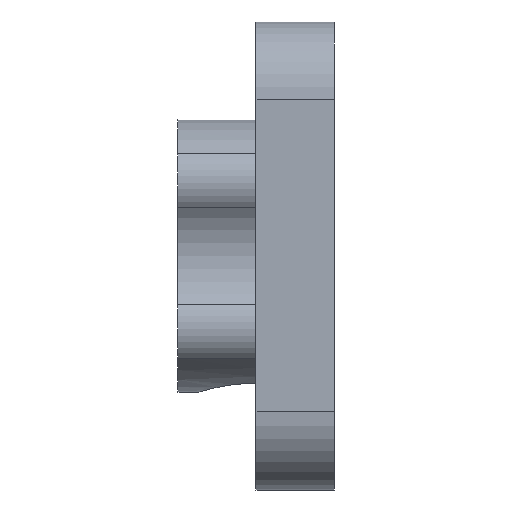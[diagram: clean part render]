
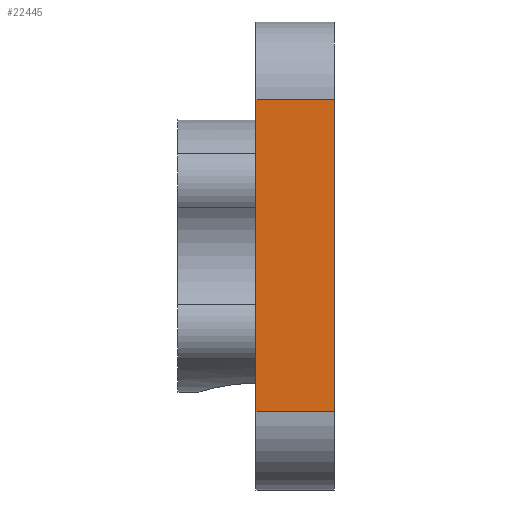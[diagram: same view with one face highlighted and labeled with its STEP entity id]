
A CAD part, left-side view. The second image highlights one B-rep face of the part: STEP entity #22445.
In plain terms, the highlighted planar face has unit normal (-1, 0, 0).
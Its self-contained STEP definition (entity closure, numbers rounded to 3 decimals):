
#16 = PLANE ( 'NONE',  #3293 ) ;
#122 = DIRECTION ( 'NONE',  ( 0., 0., 1. ) ) ;
#278 = EDGE_CURVE ( 'NONE', #11149, #13548, #12808, .T. ) ;
#1006 = LINE ( 'NONE', #14829, #26167 ) ;
#1747 = VECTOR ( 'NONE', #21231, 1000. ) ;
#1987 = CARTESIAN_POINT ( 'NONE',  ( -12., 4., 0. ) ) ;
#2403 = ORIENTED_EDGE ( 'NONE', *, *, #278, .T. ) ;
#3293 = AXIS2_PLACEMENT_3D ( 'NONE', #12938, #24130, #122 ) ;
#3598 = VERTEX_POINT ( 'NONE', #17776 ) ;
#5858 = CARTESIAN_POINT ( 'NONE',  ( -12., 4., -8. ) ) ;
#6629 = LINE ( 'NONE', #5858, #1747 ) ;
#8967 = DIRECTION ( 'NONE',  ( 0., 0., -1. ) ) ;
#10394 = CARTESIAN_POINT ( 'NONE',  ( -12., 0., 0. ) ) ;
#10402 = CARTESIAN_POINT ( 'NONE',  ( -12., 0., 8. ) ) ;
#11125 = VECTOR ( 'NONE', #21842, 1000. ) ;
#11149 = VERTEX_POINT ( 'NONE', #21007 ) ;
#12808 = LINE ( 'NONE', #1987, #11125 ) ;
#12938 = CARTESIAN_POINT ( 'NONE',  ( -12., 4., 0. ) ) ;
#13548 = VERTEX_POINT ( 'NONE', #21808 ) ;
#14829 = CARTESIAN_POINT ( 'NONE',  ( -12., 4., 8. ) ) ;
#16683 = ORIENTED_EDGE ( 'NONE', *, *, #26495, .F. ) ;
#17272 = EDGE_LOOP ( 'NONE', ( #16683, #18462, #2403, #28363 ) ) ;
#17776 = CARTESIAN_POINT ( 'NONE',  ( -12., 0., -8. ) ) ;
#18462 = ORIENTED_EDGE ( 'NONE', *, *, #20430, .F. ) ;
#19348 = VECTOR ( 'NONE', #8967, 1000. ) ;
#20430 = EDGE_CURVE ( 'NONE', #11149, #20544, #1006, .T. ) ;
#20544 = VERTEX_POINT ( 'NONE', #10402 ) ;
#21007 = CARTESIAN_POINT ( 'NONE',  ( -12., 4., 8. ) ) ;
#21065 = LINE ( 'NONE', #10394, #19348 ) ;
#21231 = DIRECTION ( 'NONE',  ( 0., -1., 0. ) ) ;
#21808 = CARTESIAN_POINT ( 'NONE',  ( -12., 4., -8. ) ) ;
#21842 = DIRECTION ( 'NONE',  ( 0., 0., -1. ) ) ;
#22445 = ADVANCED_FACE ( 'NONE', ( #27878 ), #16, .T. ) ;
#23509 = DIRECTION ( 'NONE',  ( 0., -1., 0. ) ) ;
#24130 = DIRECTION ( 'NONE',  ( -1., 0., 0. ) ) ;
#26167 = VECTOR ( 'NONE', #23509, 1000. ) ;
#26495 = EDGE_CURVE ( 'NONE', #20544, #3598, #21065, .T. ) ;
#27360 = EDGE_CURVE ( 'NONE', #13548, #3598, #6629, .T. ) ;
#27878 = FACE_OUTER_BOUND ( 'NONE', #17272, .T. ) ;
#28363 = ORIENTED_EDGE ( 'NONE', *, *, #27360, .T. ) ;
